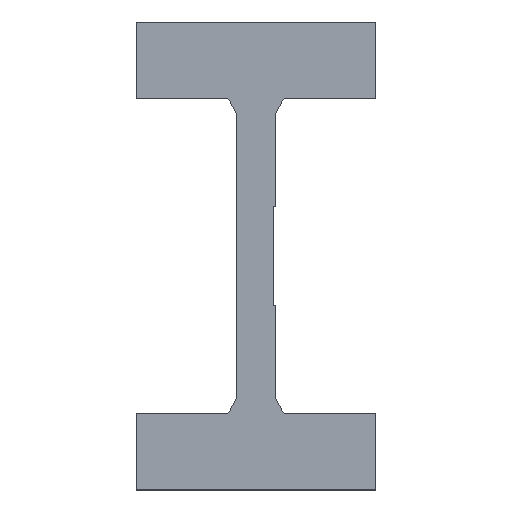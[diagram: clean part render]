
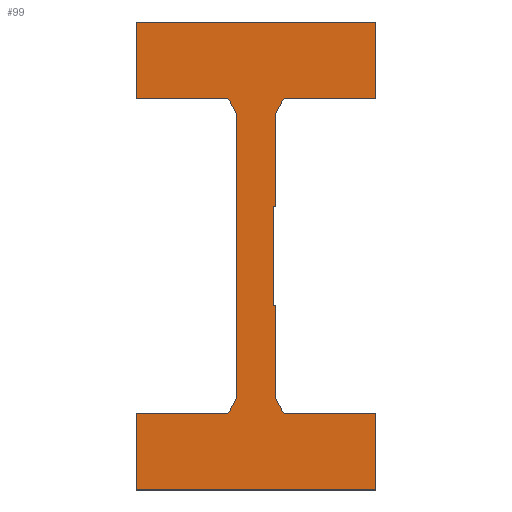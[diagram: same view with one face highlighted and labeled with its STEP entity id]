
A CAD part, top view. The second image highlights one B-rep face of the part: STEP entity #99.
In plain terms, the highlighted planar face has unit normal (0, 0, 1).
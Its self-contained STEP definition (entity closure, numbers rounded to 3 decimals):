
#99=ADVANCED_FACE('',(#150),#151,.T.);
#150=FACE_OUTER_BOUND('',#202,.T.);
#151=PLANE('',#203);
#202=EDGE_LOOP('',(#374,#375,#376,#377,#378,#379,#380,#381,#382,#383,#384,#385,#386,#387,#388,#389,#390,#391,#392,#393,#394,#395,#396,#397));
#203=AXIS2_PLACEMENT_3D('',#398,#399,#400);
#374=ORIENTED_EDGE('',*,*,#428,.F.);
#375=ORIENTED_EDGE('',*,*,#498,.F.);
#376=ORIENTED_EDGE('',*,*,#495,.F.);
#377=ORIENTED_EDGE('',*,*,#492,.F.);
#378=ORIENTED_EDGE('',*,*,#489,.F.);
#379=ORIENTED_EDGE('',*,*,#486,.F.);
#380=ORIENTED_EDGE('',*,*,#483,.F.);
#381=ORIENTED_EDGE('',*,*,#480,.F.);
#382=ORIENTED_EDGE('',*,*,#477,.F.);
#383=ORIENTED_EDGE('',*,*,#474,.F.);
#384=ORIENTED_EDGE('',*,*,#471,.F.);
#385=ORIENTED_EDGE('',*,*,#468,.F.);
#386=ORIENTED_EDGE('',*,*,#465,.F.);
#387=ORIENTED_EDGE('',*,*,#462,.F.);
#388=ORIENTED_EDGE('',*,*,#459,.F.);
#389=ORIENTED_EDGE('',*,*,#456,.F.);
#390=ORIENTED_EDGE('',*,*,#453,.F.);
#391=ORIENTED_EDGE('',*,*,#450,.F.);
#392=ORIENTED_EDGE('',*,*,#447,.F.);
#393=ORIENTED_EDGE('',*,*,#444,.F.);
#394=ORIENTED_EDGE('',*,*,#441,.F.);
#395=ORIENTED_EDGE('',*,*,#438,.F.);
#396=ORIENTED_EDGE('',*,*,#435,.F.);
#397=ORIENTED_EDGE('',*,*,#432,.F.);
#398=CARTESIAN_POINT('',(-0.086,237.5,10.0));
#399=DIRECTION('',(0.0,0.0,1.0));
#400=DIRECTION('',(1.0,0.0,0.0));
#428=EDGE_CURVE('',#500,#501,#502,.T.);
#432=EDGE_CURVE('',#501,#508,#509,.T.);
#435=EDGE_CURVE('',#508,#513,#514,.T.);
#438=EDGE_CURVE('',#513,#518,#519,.T.);
#441=EDGE_CURVE('',#518,#523,#524,.T.);
#444=EDGE_CURVE('',#523,#528,#529,.T.);
#447=EDGE_CURVE('',#528,#533,#534,.T.);
#450=EDGE_CURVE('',#533,#538,#539,.T.);
#453=EDGE_CURVE('',#538,#543,#544,.T.);
#456=EDGE_CURVE('',#543,#548,#549,.T.);
#459=EDGE_CURVE('',#548,#553,#554,.T.);
#462=EDGE_CURVE('',#553,#558,#559,.T.);
#465=EDGE_CURVE('',#558,#563,#564,.T.);
#468=EDGE_CURVE('',#563,#568,#569,.T.);
#471=EDGE_CURVE('',#568,#573,#574,.T.);
#474=EDGE_CURVE('',#573,#578,#579,.T.);
#477=EDGE_CURVE('',#578,#583,#584,.T.);
#480=EDGE_CURVE('',#583,#588,#589,.T.);
#483=EDGE_CURVE('',#588,#593,#594,.T.);
#486=EDGE_CURVE('',#593,#598,#599,.T.);
#489=EDGE_CURVE('',#598,#603,#604,.T.);
#492=EDGE_CURVE('',#603,#608,#609,.T.);
#495=EDGE_CURVE('',#608,#613,#614,.T.);
#498=EDGE_CURVE('',#613,#500,#618,.T.);
#500=VERTEX_POINT('',#620);
#501=VERTEX_POINT('',#621);
#502=LINE('',#622,#623);
#508=VERTEX_POINT('',#632);
#509=LINE('',#633,#634);
#513=VERTEX_POINT('',#640);
#514=CIRCLE('',#641,5.0);
#518=VERTEX_POINT('',#646);
#519=LINE('',#647,#648);
#523=VERTEX_POINT('',#654);
#524=LINE('',#655,#656);
#528=VERTEX_POINT('',#662);
#529=LINE('',#663,#664);
#533=VERTEX_POINT('',#670);
#534=CIRCLE('',#671,5.0);
#538=VERTEX_POINT('',#676);
#539=LINE('',#677,#678);
#543=VERTEX_POINT('',#684);
#544=LINE('',#685,#686);
#548=VERTEX_POINT('',#692);
#549=LINE('',#693,#694);
#553=VERTEX_POINT('',#700);
#554=LINE('',#701,#702);
#558=VERTEX_POINT('',#708);
#559=LINE('',#709,#710);
#563=VERTEX_POINT('',#716);
#564=CIRCLE('',#717,5.0);
#568=VERTEX_POINT('',#722);
#569=LINE('',#723,#724);
#573=VERTEX_POINT('',#730);
#574=LINE('',#731,#732);
#578=VERTEX_POINT('',#738);
#579=LINE('',#739,#740);
#583=VERTEX_POINT('',#746);
#584=LINE('',#747,#748);
#588=VERTEX_POINT('',#754);
#589=LINE('',#755,#756);
#593=VERTEX_POINT('',#762);
#594=LINE('',#763,#764);
#598=VERTEX_POINT('',#770);
#599=LINE('',#771,#772);
#603=VERTEX_POINT('',#778);
#604=CIRCLE('',#779,5.0);
#608=VERTEX_POINT('',#784);
#609=LINE('',#785,#786);
#613=VERTEX_POINT('',#792);
#614=LINE('',#793,#794);
#618=LINE('',#800,#801);
#620=CARTESIAN_POINT('',(-121.5,0.0,10.0));
#621=CARTESIAN_POINT('',(-121.5,77.5,10.0));
#622=CARTESIAN_POINT('',(-121.5,77.5,10.0));
#623=VECTOR('',#804,1.0);
#632=CARTESIAN_POINT('',(-31.0,77.5,10.0));
#633=CARTESIAN_POINT('',(-121.5,77.5,10.0));
#634=VECTOR('',#808,1.0);
#640=CARTESIAN_POINT('',(-26.588,80.147,10.0));
#641=AXIS2_PLACEMENT_3D('',#811,#812,#813);
#646=CARTESIAN_POINT('',(-20.0,92.5,10.0));
#647=CARTESIAN_POINT('',(-20.0,92.5,10.0));
#648=VECTOR('',#818,1.0);
#654=CARTESIAN_POINT('',(-20.0,382.5,10.0));
#655=CARTESIAN_POINT('',(-20.0,92.5,10.0));
#656=VECTOR('',#821,1.0);
#662=CARTESIAN_POINT('',(-26.588,394.853,10.0));
#663=CARTESIAN_POINT('',(-20.0,382.5,10.0));
#664=VECTOR('',#824,1.0);
#670=CARTESIAN_POINT('',(-31.0,397.5,10.0));
#671=AXIS2_PLACEMENT_3D('',#827,#828,#829);
#676=CARTESIAN_POINT('',(-121.5,397.5,10.0));
#677=CARTESIAN_POINT('',(-121.5,397.5,10.0));
#678=VECTOR('',#834,1.0);
#684=CARTESIAN_POINT('',(-121.5,475.0,10.0));
#685=CARTESIAN_POINT('',(-121.5,475.0,10.0));
#686=VECTOR('',#837,1.0);
#692=CARTESIAN_POINT('',(121.5,475.0,10.0));
#693=CARTESIAN_POINT('',(121.5,475.0,10.0));
#694=VECTOR('',#840,1.0);
#700=CARTESIAN_POINT('',(121.5,397.5,10.0));
#701=CARTESIAN_POINT('',(121.5,475.0,10.0));
#702=VECTOR('',#843,1.0);
#708=CARTESIAN_POINT('',(31.0,397.5,10.0));
#709=CARTESIAN_POINT('',(31.0,397.5,10.0));
#710=VECTOR('',#846,1.0);
#716=CARTESIAN_POINT('',(26.588,394.853,10.0));
#717=AXIS2_PLACEMENT_3D('',#849,#850,#851);
#722=CARTESIAN_POINT('',(20.0,382.5,10.0));
#723=CARTESIAN_POINT('',(20.0,382.5,10.0));
#724=VECTOR('',#856,1.0);
#730=CARTESIAN_POINT('',(20.0,287.5,10.0));
#731=CARTESIAN_POINT('',(20.0,382.5,10.0));
#732=VECTOR('',#859,1.0);
#738=CARTESIAN_POINT('',(17.5,287.5,10.0));
#739=CARTESIAN_POINT('',(17.5,287.5,10.0));
#740=VECTOR('',#862,1.0);
#746=CARTESIAN_POINT('',(17.5,187.5,10.0));
#747=CARTESIAN_POINT('',(17.5,287.5,10.0));
#748=VECTOR('',#865,1.0);
#754=CARTESIAN_POINT('',(20.0,187.5,10.0));
#755=CARTESIAN_POINT('',(17.5,187.5,10.0));
#756=VECTOR('',#868,1.0);
#762=CARTESIAN_POINT('',(20.0,92.5,10.0));
#763=CARTESIAN_POINT('',(20.0,92.5,10.0));
#764=VECTOR('',#871,1.0);
#770=CARTESIAN_POINT('',(26.588,80.147,10.0));
#771=CARTESIAN_POINT('',(20.0,92.5,10.0));
#772=VECTOR('',#874,1.0);
#778=CARTESIAN_POINT('',(31.0,77.5,10.0));
#779=AXIS2_PLACEMENT_3D('',#877,#878,#879);
#784=CARTESIAN_POINT('',(121.5,77.5,10.0));
#785=CARTESIAN_POINT('',(31.0,77.5,10.0));
#786=VECTOR('',#884,1.0);
#792=CARTESIAN_POINT('',(121.5,0.0,10.0));
#793=CARTESIAN_POINT('',(121.5,77.5,10.0));
#794=VECTOR('',#887,1.0);
#800=CARTESIAN_POINT('',(-121.5,0.0,10.0));
#801=VECTOR('',#890,1.0);
#804=DIRECTION('',(0.0,1.0,0.0));
#808=DIRECTION('',(1.0,0.0,0.0));
#811=CARTESIAN_POINT('',(-31.0,82.5,10.0));
#812=DIRECTION('',(0.0,0.0,1.0));
#813=DIRECTION('',(1.0,0.0,0.0));
#818=DIRECTION('',(0.471,0.882,0.0));
#821=DIRECTION('',(0.0,1.0,0.0));
#824=DIRECTION('',(-0.471,0.882,0.0));
#827=CARTESIAN_POINT('',(-31.0,392.5,10.0));
#828=DIRECTION('',(0.0,0.0,1.0));
#829=DIRECTION('',(1.0,0.0,0.0));
#834=DIRECTION('',(-1.0,0.0,0.0));
#837=DIRECTION('',(0.0,1.0,0.0));
#840=DIRECTION('',(1.0,0.0,0.0));
#843=DIRECTION('',(0.0,-1.0,0.0));
#846=DIRECTION('',(-1.0,0.0,0.0));
#849=CARTESIAN_POINT('',(31.0,392.5,10.0));
#850=DIRECTION('',(0.0,0.0,1.0));
#851=DIRECTION('',(1.0,0.0,0.0));
#856=DIRECTION('',(-0.471,-0.882,0.0));
#859=DIRECTION('',(0.0,-1.0,0.0));
#862=DIRECTION('',(-1.0,0.0,0.0));
#865=DIRECTION('',(0.0,-1.0,0.0));
#868=DIRECTION('',(1.0,0.0,0.0));
#871=DIRECTION('',(0.0,-1.0,0.0));
#874=DIRECTION('',(0.471,-0.882,0.0));
#877=CARTESIAN_POINT('',(31.0,82.5,10.0));
#878=DIRECTION('',(0.0,0.0,1.0));
#879=DIRECTION('',(1.0,0.0,0.0));
#884=DIRECTION('',(1.0,0.0,0.0));
#887=DIRECTION('',(0.0,-1.0,0.0));
#890=DIRECTION('',(-1.0,0.0,0.0));
